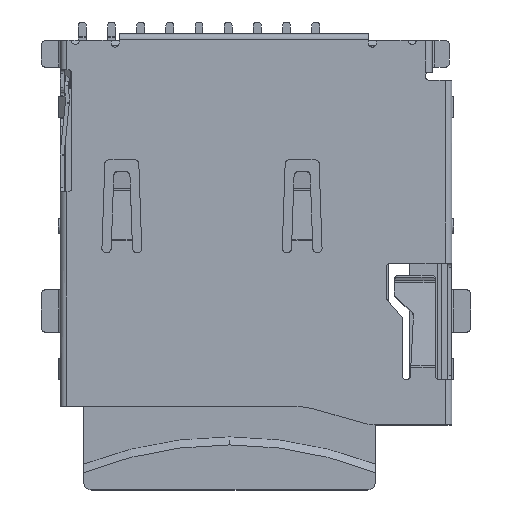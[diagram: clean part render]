
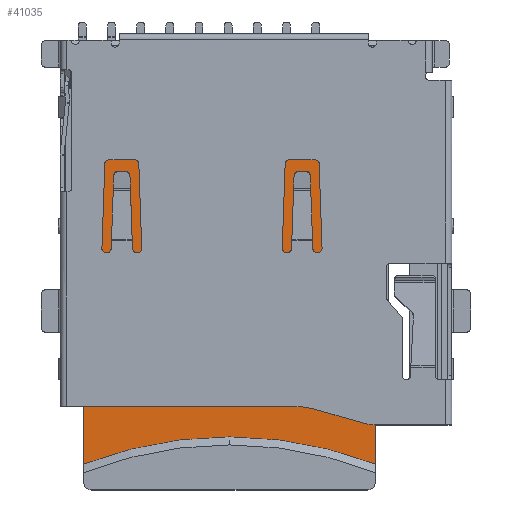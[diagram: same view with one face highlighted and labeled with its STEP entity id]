
A CAD part, top view. The second image highlights one B-rep face of the part: STEP entity #41035.
In plain terms, the highlighted planar face has unit normal (0, 0, 1).
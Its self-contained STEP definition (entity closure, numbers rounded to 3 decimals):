
#40997 = VERTEX_POINT('',#40998);
#40998 = CARTESIAN_POINT('',(3.954,-4.45,1.756));
#41014 = VERTEX_POINT('',#41015);
#41015 = CARTESIAN_POINT('',(9.454,-5.48,
    1.756));
#41024 = EDGE_CURVE('',#40997,#41014,#41025,.T.);
#41025 = CIRCLE('',#41026,15.2);
#41026 = AXIS2_PLACEMENT_3D('',#41027,#41028,#41029);
#41027 = CARTESIAN_POINT('',(3.954,-19.65,1.756));
#41028 = DIRECTION('',(0.,0.,-1.));
#41029 = DIRECTION('',(-0.362,0.932,0.
    ));
#41035 = ADVANCED_FACE('',(#41036),#41181,.F.);
#41036 = FACE_BOUND('',#41037,.T.);
#41037 = EDGE_LOOP('',(#41038,#41048,#41055,#41056,#41064,#41073,#41081,
    #41090,#41098,#41106,#41115,#41123,#41132,#41140,#41149,#41157,
    #41166,#41174));
#41038 = ORIENTED_EDGE('',*,*,#41039,.F.);
#41039 = EDGE_CURVE('',#41040,#41042,#41044,.T.);
#41040 = VERTEX_POINT('',#41041);
#41041 = CARTESIAN_POINT('',(-1.546,-5.48,
    1.756));
#41042 = VERTEX_POINT('',#41043);
#41043 = CARTESIAN_POINT('',(-1.546,8.25,1.756));
#41044 = LINE('',#41045,#41046);
#41045 = CARTESIAN_POINT('',(-1.546,-5.48,
    1.756));
#41046 = VECTOR('',#41047,1.);
#41047 = DIRECTION('',(0.,1.,0.));
#41048 = ORIENTED_EDGE('',*,*,#41049,.T.);
#41049 = EDGE_CURVE('',#41040,#40997,#41050,.T.);
#41050 = CIRCLE('',#41051,15.2);
#41051 = AXIS2_PLACEMENT_3D('',#41052,#41053,#41054);
#41052 = CARTESIAN_POINT('',(3.954,-19.65,1.756));
#41053 = DIRECTION('',(0.,0.,-1.));
#41054 = DIRECTION('',(-0.362,0.932,0.
    ));
#41055 = ORIENTED_EDGE('',*,*,#41024,.T.);
#41056 = ORIENTED_EDGE('',*,*,#41057,.F.);
#41057 = EDGE_CURVE('',#41058,#41014,#41060,.T.);
#41058 = VERTEX_POINT('',#41059);
#41059 = CARTESIAN_POINT('',(9.454,-1.274,1.756));
#41060 = LINE('',#41061,#41062);
#41061 = CARTESIAN_POINT('',(9.454,-1.274,1.756));
#41062 = VECTOR('',#41063,1.);
#41063 = DIRECTION('',(0.,-1.,0.));
#41064 = ORIENTED_EDGE('',*,*,#41065,.T.);
#41065 = EDGE_CURVE('',#41058,#41066,#41068,.T.);
#41066 = VERTEX_POINT('',#41067);
#41067 = CARTESIAN_POINT('',(9.366,-1.062,
    1.756));
#41068 = CIRCLE('',#41069,0.3);
#41069 = AXIS2_PLACEMENT_3D('',#41070,#41071,#41072);
#41070 = CARTESIAN_POINT('',(9.154,-1.274,1.756));
#41071 = DIRECTION('',(-0.,0.,1.));
#41072 = DIRECTION('',(1.,0.,0.));
#41073 = ORIENTED_EDGE('',*,*,#41074,.T.);
#41074 = EDGE_CURVE('',#41066,#41075,#41077,.T.);
#41075 = VERTEX_POINT('',#41076);
#41076 = CARTESIAN_POINT('',(8.842,-0.538,
    1.756));
#41077 = LINE('',#41078,#41079);
#41078 = CARTESIAN_POINT('',(9.366,-1.062,
    1.756));
#41079 = VECTOR('',#41080,1.);
#41080 = DIRECTION('',(-0.707,0.707,
    0.));
#41081 = ORIENTED_EDGE('',*,*,#41082,.T.);
#41082 = EDGE_CURVE('',#41075,#41083,#41085,.T.);
#41083 = VERTEX_POINT('',#41084);
#41084 = CARTESIAN_POINT('',(8.754,-0.326,1.756));
#41085 = CIRCLE('',#41086,0.3);
#41086 = AXIS2_PLACEMENT_3D('',#41087,#41088,#41089);
#41087 = CARTESIAN_POINT('',(9.054,-0.326,1.756));
#41088 = DIRECTION('',(0.,0.,-1.));
#41089 = DIRECTION('',(-0.707,-0.707,
    0.));
#41090 = ORIENTED_EDGE('',*,*,#41091,.T.);
#41091 = EDGE_CURVE('',#41083,#41092,#41094,.T.);
#41092 = VERTEX_POINT('',#41093);
#41093 = CARTESIAN_POINT('',(8.754,0.75,1.756));
#41094 = LINE('',#41095,#41096);
#41095 = CARTESIAN_POINT('',(8.754,-0.326,1.756));
#41096 = VECTOR('',#41097,1.);
#41097 = DIRECTION('',(0.,1.,0.));
#41098 = ORIENTED_EDGE('',*,*,#41099,.F.);
#41099 = EDGE_CURVE('',#41100,#41092,#41102,.T.);
#41100 = VERTEX_POINT('',#41101);
#41101 = CARTESIAN_POINT('',(9.154,0.75,1.756));
#41102 = LINE('',#41103,#41104);
#41103 = CARTESIAN_POINT('',(9.154,0.75,1.756));
#41104 = VECTOR('',#41105,1.);
#41105 = DIRECTION('',(-1.,0.,0.));
#41106 = ORIENTED_EDGE('',*,*,#41107,.T.);
#41107 = EDGE_CURVE('',#41100,#41108,#41110,.T.);
#41108 = VERTEX_POINT('',#41109);
#41109 = CARTESIAN_POINT('',(9.454,1.05,1.756));
#41110 = CIRCLE('',#41111,0.3);
#41111 = AXIS2_PLACEMENT_3D('',#41112,#41113,#41114);
#41112 = CARTESIAN_POINT('',(9.154,1.05,1.756));
#41113 = DIRECTION('',(-0.,0.,1.));
#41114 = DIRECTION('',(0.,-1.,0.));
#41115 = ORIENTED_EDGE('',*,*,#41116,.F.);
#41116 = EDGE_CURVE('',#41117,#41108,#41119,.T.);
#41117 = VERTEX_POINT('',#41118);
#41118 = CARTESIAN_POINT('',(9.454,2.026,1.756));
#41119 = LINE('',#41120,#41121);
#41120 = CARTESIAN_POINT('',(9.454,2.026,1.756));
#41121 = VECTOR('',#41122,1.);
#41122 = DIRECTION('',(0.,-1.,0.));
#41123 = ORIENTED_EDGE('',*,*,#41124,.T.);
#41124 = EDGE_CURVE('',#41117,#41125,#41127,.T.);
#41125 = VERTEX_POINT('',#41126);
#41126 = CARTESIAN_POINT('',(9.366,2.238,
    1.756));
#41127 = CIRCLE('',#41128,0.3);
#41128 = AXIS2_PLACEMENT_3D('',#41129,#41130,#41131);
#41129 = CARTESIAN_POINT('',(9.154,2.026,1.756));
#41130 = DIRECTION('',(-0.,0.,1.));
#41131 = DIRECTION('',(1.,0.,0.));
#41132 = ORIENTED_EDGE('',*,*,#41133,.T.);
#41133 = EDGE_CURVE('',#41125,#41134,#41136,.T.);
#41134 = VERTEX_POINT('',#41135);
#41135 = CARTESIAN_POINT('',(8.242,3.362,
    1.756));
#41136 = LINE('',#41137,#41138);
#41137 = CARTESIAN_POINT('',(9.366,2.238,
    1.756));
#41138 = VECTOR('',#41139,1.);
#41139 = DIRECTION('',(-0.707,0.707,
    0.));
#41140 = ORIENTED_EDGE('',*,*,#41141,.T.);
#41141 = EDGE_CURVE('',#41134,#41142,#41144,.T.);
#41142 = VERTEX_POINT('',#41143);
#41143 = CARTESIAN_POINT('',(8.154,3.574,1.756));
#41144 = CIRCLE('',#41145,0.3);
#41145 = AXIS2_PLACEMENT_3D('',#41146,#41147,#41148);
#41146 = CARTESIAN_POINT('',(8.454,3.574,1.756));
#41147 = DIRECTION('',(0.,0.,-1.));
#41148 = DIRECTION('',(-0.707,-0.707,
    0.));
#41149 = ORIENTED_EDGE('',*,*,#41150,.F.);
#41150 = EDGE_CURVE('',#41151,#41142,#41153,.T.);
#41151 = VERTEX_POINT('',#41152);
#41152 = CARTESIAN_POINT('',(8.154,8.25,1.756));
#41153 = LINE('',#41154,#41155);
#41154 = CARTESIAN_POINT('',(8.154,8.25,1.756));
#41155 = VECTOR('',#41156,1.);
#41156 = DIRECTION('',(0.,-1.,0.));
#41157 = ORIENTED_EDGE('',*,*,#41158,.T.);
#41158 = EDGE_CURVE('',#41151,#41159,#41161,.T.);
#41159 = VERTEX_POINT('',#41160);
#41160 = CARTESIAN_POINT('',(7.854,8.55,1.756));
#41161 = CIRCLE('',#41162,0.3);
#41162 = AXIS2_PLACEMENT_3D('',#41163,#41164,#41165);
#41163 = CARTESIAN_POINT('',(7.854,8.25,1.756));
#41164 = DIRECTION('',(-0.,0.,1.));
#41165 = DIRECTION('',(1.,0.,0.));
#41166 = ORIENTED_EDGE('',*,*,#41167,.F.);
#41167 = EDGE_CURVE('',#41168,#41159,#41170,.T.);
#41168 = VERTEX_POINT('',#41169);
#41169 = CARTESIAN_POINT('',(-1.246,8.55,1.756));
#41170 = LINE('',#41171,#41172);
#41171 = CARTESIAN_POINT('',(-1.246,8.55,1.756));
#41172 = VECTOR('',#41173,1.);
#41173 = DIRECTION('',(1.,0.,0.));
#41174 = ORIENTED_EDGE('',*,*,#41175,.T.);
#41175 = EDGE_CURVE('',#41168,#41042,#41176,.T.);
#41176 = CIRCLE('',#41177,0.3);
#41177 = AXIS2_PLACEMENT_3D('',#41178,#41179,#41180);
#41178 = CARTESIAN_POINT('',(-1.246,8.25,1.756));
#41179 = DIRECTION('',(0.,0.,1.));
#41180 = DIRECTION('',(0.,1.,0.));
#41181 = PLANE('',#41182);
#41182 = AXIS2_PLACEMENT_3D('',#41183,#41184,#41185);
#41183 = CARTESIAN_POINT('',(3.954,1.05,1.756));
#41184 = DIRECTION('',(0.,0.,-1.));
#41185 = DIRECTION('',(-1.,0.,0.));
